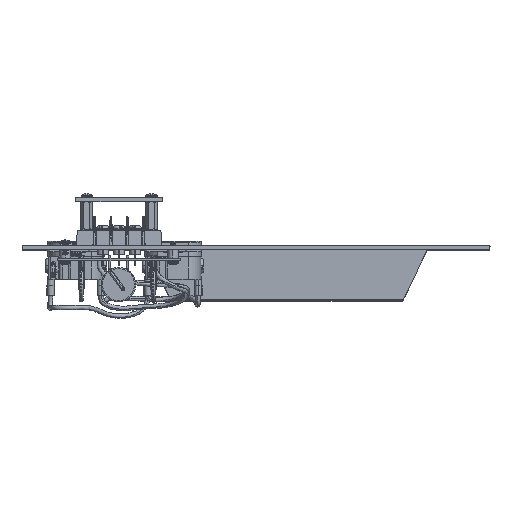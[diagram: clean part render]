
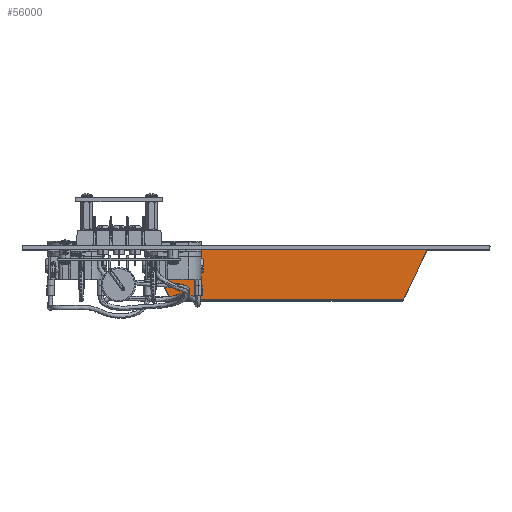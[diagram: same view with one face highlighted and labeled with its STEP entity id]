
A CAD part, top view. The second image highlights one B-rep face of the part: STEP entity #56000.
In plain terms, the highlighted planar face has unit normal (0, 0, 1).
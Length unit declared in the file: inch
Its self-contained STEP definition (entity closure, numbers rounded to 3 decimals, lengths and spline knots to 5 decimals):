
#3200 = FACE_OUTER_BOUND ( 'NONE', #61122, .T. ) ;
#8296 = PLANE ( 'NONE',  #93498 ) ;
#8297 = CARTESIAN_POINT ( 'NONE',  ( 3.25, 0., 1.194 ) ) ;
#8302 = DIRECTION ( 'NONE',  ( 0., 0., 1. ) ) ;
#8303 = DIRECTION ( 'NONE',  ( 1., 0., 0. ) ) ;
#52516 = VERTEX_POINT ( 'NONE', #87885 ) ;
#53666 = VERTEX_POINT ( 'NONE', #87991 ) ;
#53680 = VERTEX_POINT ( 'NONE', #87996 ) ;
#53712 = VERTEX_POINT ( 'NONE', #88008 ) ;
#56000 = ADVANCED_FACE ( 'NONE', ( #3200 ), #8296, .T. ) ;
#61122 = EDGE_LOOP ( 'NONE', ( #66184, #66187, #66189, #66192 ) ) ;
#66184 = ORIENTED_EDGE ( 'NONE', *, *, #67169, .T. ) ;
#66187 = ORIENTED_EDGE ( 'NONE', *, *, #67300, .T. ) ;
#66189 = ORIENTED_EDGE ( 'NONE', *, *, #67190, .T. ) ;
#66192 = ORIENTED_EDGE ( 'NONE', *, *, #67291, .T. ) ;
#67169 = EDGE_CURVE ( 'NONE', #52516, #53666, #84168, .T. ) ;
#67190 = EDGE_CURVE ( 'NONE', #53680, #53712, #94305, .T. ) ;
#67291 = EDGE_CURVE ( 'NONE', #53712, #52516, #94439, .T. ) ;
#67300 = EDGE_CURVE ( 'NONE', #53666, #53680, #94449, .T. ) ;
#84168 = LINE ( 'NONE', #93072, #84170 ) ;
#84170 = VECTOR ( 'NONE', #93075, 39.37008 ) ;
#87885 = CARTESIAN_POINT ( 'NONE',  ( 3.25, 0., 1.194 ) ) ;
#87991 = CARTESIAN_POINT ( 'NONE',  ( 2.70174, 1.155, 1.194 ) ) ;
#87996 = CARTESIAN_POINT ( 'NONE',  ( -2.70174, 1.155, 1.194 ) ) ;
#88008 = CARTESIAN_POINT ( 'NONE',  ( -3.25, 0., 1.194 ) ) ;
#93072 = CARTESIAN_POINT ( 'NONE',  ( 2.6875, 1.185, 1.194 ) ) ;
#93075 = DIRECTION ( 'NONE',  ( -0.429, 0.903, 0. ) ) ;
#93157 = CARTESIAN_POINT ( 'NONE',  ( -2.6875, 1.185, 1.194 ) ) ;
#93159 = DIRECTION ( 'NONE',  ( -0.429, -0.903, 0. ) ) ;
#93498 = AXIS2_PLACEMENT_3D ( 'NONE', #8297, #8302, #8303 ) ;
#93663 = CARTESIAN_POINT ( 'NONE',  ( -3.25, 0., 1.194 ) ) ;
#93673 = DIRECTION ( 'NONE',  ( 1., 0., 0. ) ) ;
#93693 = CARTESIAN_POINT ( 'NONE',  ( -2.6875, 1.155, 1.194 ) ) ;
#93695 = DIRECTION ( 'NONE',  ( -1., 0., 0. ) ) ;
#94305 = LINE ( 'NONE', #93157, #94307 ) ;
#94307 = VECTOR ( 'NONE', #93159, 39.37008 ) ;
#94439 = LINE ( 'NONE', #93663, #94443 ) ;
#94443 = VECTOR ( 'NONE', #93673, 39.37008 ) ;
#94449 = LINE ( 'NONE', #93693, #94452 ) ;
#94452 = VECTOR ( 'NONE', #93695, 39.37008 ) ;
